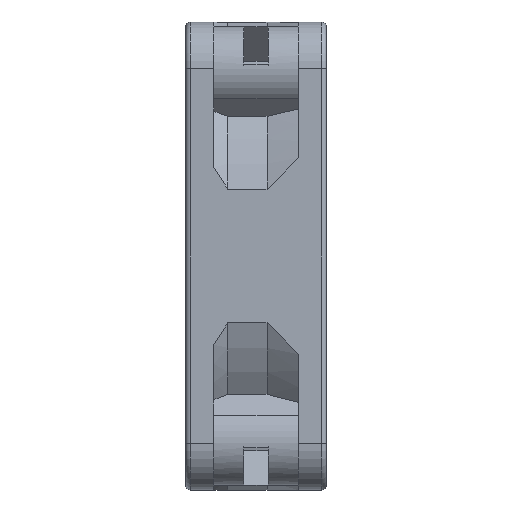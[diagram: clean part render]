
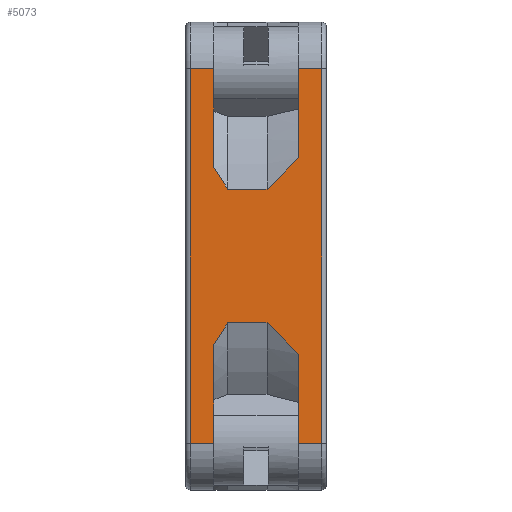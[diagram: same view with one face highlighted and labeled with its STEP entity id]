
A CAD part, left-side view. The second image highlights one B-rep face of the part: STEP entity #5073.
In plain terms, the highlighted planar face has unit normal (-1, 0, 0).
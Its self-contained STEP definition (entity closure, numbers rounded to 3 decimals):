
#375=DIRECTION('',(0.,1.,0.));
#376=VECTOR('',#375,2.5);
#377=CARTESIAN_POINT('',(-25.,12.,-20.));
#378=LINE('',#377,#376);
#379=DIRECTION('',(0.,0.,-1.));
#380=VECTOR('',#379,40.);
#381=CARTESIAN_POINT('',(-25.,14.5,20.));
#382=LINE('',#381,#380);
#402=DIRECTION('',(0.,1.,0.));
#403=VECTOR('',#402,2.5);
#404=CARTESIAN_POINT('',(-25.,12.,20.));
#405=LINE('',#404,#403);
#494=DIRECTION('',(0.,0.,1.));
#495=VECTOR('',#494,10.523);
#496=CARTESIAN_POINT('',(-25.,12.,9.477));
#497=LINE('',#496,#495);
#546=DIRECTION('',(0.,0.,-1.));
#547=VECTOR('',#546,9.519);
#548=CARTESIAN_POINT('',(-25.,3.,20.));
#549=LINE('',#548,#547);
#1784=DIRECTION('',(0.,-1.,0.));
#1785=VECTOR('',#1784,2.5);
#1786=CARTESIAN_POINT('',(-25.,3.,-20.));
#1787=LINE('',#1786,#1785);
#1811=DIRECTION('',(0.,0.,-1.));
#1812=VECTOR('',#1811,9.519);
#1813=CARTESIAN_POINT('',(-25.,3.,-10.481));
#1814=LINE('',#1813,#1812);
#1893=DIRECTION('',(0.,0.,1.));
#1894=VECTOR('',#1893,10.523);
#1895=CARTESIAN_POINT('',(-25.,12.,-20.));
#1896=LINE('',#1895,#1894);
#1923=CARTESIAN_POINT('',(-25.,12.,-9.477));
#1924=CARTESIAN_POINT('',(-25.,11.81,-9.209));
#1925=CARTESIAN_POINT('',(-25.,11.448,-8.678));
#1926=CARTESIAN_POINT('',(-25.,10.958,-7.899));
#1927=CARTESIAN_POINT('',(-25.,10.666,-7.392));
#1928=CARTESIAN_POINT('',(-25.,10.528,-7.141));
#2045=DIRECTION('',(0.,-1.,0.));
#2046=VECTOR('',#2045,4.203);
#2047=CARTESIAN_POINT('',(-25.,10.528,-7.141));
#2048=LINE('',#2047,#2046);
#2061=CARTESIAN_POINT('',(-25.,6.325,-7.141));
#2062=CARTESIAN_POINT('',(-25.,6.029,-7.5));
#2063=CARTESIAN_POINT('',(-25.,5.389,-8.227));
#2064=CARTESIAN_POINT('',(-25.,4.282,-9.34));
#2065=CARTESIAN_POINT('',(-25.,3.444,-10.098));
#2066=CARTESIAN_POINT('',(-25.,3.,-10.481));
#2068=DIRECTION('',(0.,0.,1.));
#2069=VECTOR('',#2068,40.);
#2070=CARTESIAN_POINT('',(-25.,0.5,-20.));
#2071=LINE('',#2070,#2069);
#2096=DIRECTION('',(0.,1.,0.));
#2097=VECTOR('',#2096,2.5);
#2098=CARTESIAN_POINT('',(-25.,0.5,20.));
#2099=LINE('',#2098,#2097);
#3615=CARTESIAN_POINT('',(-25.,3.,10.481));
#3616=CARTESIAN_POINT('',(-25.,3.444,10.099));
#3617=CARTESIAN_POINT('',(-25.,4.281,9.341));
#3618=CARTESIAN_POINT('',(-25.,5.388,8.228));
#3619=CARTESIAN_POINT('',(-25.,6.028,7.501));
#3620=CARTESIAN_POINT('',(-25.,6.325,7.141));
#3635=DIRECTION('',(0.,1.,0.));
#3636=VECTOR('',#3635,4.203);
#3637=CARTESIAN_POINT('',(-25.,6.325,7.141));
#3638=LINE('',#3637,#3636);
#3651=CARTESIAN_POINT('',(-25.,10.528,7.141));
#3652=CARTESIAN_POINT('',(-25.,10.666,7.393));
#3653=CARTESIAN_POINT('',(-25.,10.959,7.902));
#3654=CARTESIAN_POINT('',(-25.,11.449,8.68));
#3655=CARTESIAN_POINT('',(-25.,11.811,9.21));
#3656=CARTESIAN_POINT('',(-25.,12.,9.477));
#3839=CARTESIAN_POINT('',(-25.,14.5,-20.));
#3840=VERTEX_POINT('',#3839);
#3841=CARTESIAN_POINT('',(-25.,12.,-20.));
#3842=VERTEX_POINT('',#3841);
#3845=VERTEX_POINT('',#3615);
#3846=VERTEX_POINT('',#3620);
#3847=CARTESIAN_POINT('',(-25.,3.,20.));
#3848=VERTEX_POINT('',#3847);
#3849=CARTESIAN_POINT('',(-25.,3.,-10.481));
#3850=CARTESIAN_POINT('',(-25.,3.,-20.));
#3851=VERTEX_POINT('',#3849);
#3852=VERTEX_POINT('',#3850);
#3853=VERTEX_POINT('',#2061);
#3854=CARTESIAN_POINT('',(-25.,14.5,20.));
#3855=VERTEX_POINT('',#3854);
#3860=CARTESIAN_POINT('',(-25.,12.,20.));
#3861=VERTEX_POINT('',#3860);
#3888=CARTESIAN_POINT('',(-25.,12.,9.477));
#3889=VERTEX_POINT('',#3888);
#4205=CARTESIAN_POINT('',(-25.,0.5,-20.));
#4206=VERTEX_POINT('',#4205);
#4226=CARTESIAN_POINT('',(-25.,12.,-9.477));
#4227=VERTEX_POINT('',#4226);
#4235=VERTEX_POINT('',#1928);
#4266=CARTESIAN_POINT('',(-25.,0.5,20.));
#4267=VERTEX_POINT('',#4266);
#4476=CARTESIAN_POINT('',(-25.,10.528,7.141));
#4477=VERTEX_POINT('',#4476);
#5035=CARTESIAN_POINT('',(-25.,7.5,0.));
#5036=DIRECTION('',(1.,0.,0.));
#5037=DIRECTION('',(0.,0.,-1.));
#5038=AXIS2_PLACEMENT_3D('',#5035,#5036,#5037);
#5039=PLANE('',#5038);
#5041=ORIENTED_EDGE('',*,*,#5040,.F.);
#5043=ORIENTED_EDGE('',*,*,#5042,.F.);
#5045=ORIENTED_EDGE('',*,*,#5044,.F.);
#5047=ORIENTED_EDGE('',*,*,#5046,.F.);
#5049=ORIENTED_EDGE('',*,*,#5048,.F.);
#5051=ORIENTED_EDGE('',*,*,#5050,.F.);
#5053=ORIENTED_EDGE('',*,*,#5052,.F.);
#5055=ORIENTED_EDGE('',*,*,#5054,.F.);
#5057=ORIENTED_EDGE('',*,*,#5056,.F.);
#5059=ORIENTED_EDGE('',*,*,#5058,.F.);
#5061=ORIENTED_EDGE('',*,*,#5060,.F.);
#5063=ORIENTED_EDGE('',*,*,#5062,.F.);
#5065=ORIENTED_EDGE('',*,*,#5064,.F.);
#5067=ORIENTED_EDGE('',*,*,#5066,.F.);
#5069=ORIENTED_EDGE('',*,*,#5068,.F.);
#5070=ORIENTED_EDGE('',*,*,#5027,.T.);
#5071=EDGE_LOOP('',(#5041,#5043,#5045,#5047,#5049,#5051,#5053,#5055,#5057,#5059,
#5061,#5063,#5065,#5067,#5069,#5070));
#5072=FACE_OUTER_BOUND('',#5071,.F.);
#5073=ADVANCED_FACE('',(#5072),#5039,.F.);
#1929=B_SPLINE_CURVE_WITH_KNOTS('',3,(#1923,#1924,#1925,#1926,#1927,#1928),
.UNSPECIFIED.,.F.,.F.,(4,1,1,4),(0.,0.333,0.667,1.),
.UNSPECIFIED.);
#2067=B_SPLINE_CURVE_WITH_KNOTS('',3,(#2061,#2062,#2063,#2064,#2065,#2066),
.UNSPECIFIED.,.F.,.F.,(4,1,1,4),(0.,0.333,0.667,1.),
.UNSPECIFIED.);
#3621=B_SPLINE_CURVE_WITH_KNOTS('',3,(#3615,#3616,#3617,#3618,#3619,#3620),
.UNSPECIFIED.,.F.,.F.,(4,1,1,4),(0.,0.333,0.667,1.),
.UNSPECIFIED.);
#3657=B_SPLINE_CURVE_WITH_KNOTS('',3,(#3651,#3652,#3653,#3654,#3655,#3656),
.UNSPECIFIED.,.F.,.F.,(4,1,1,4),(0.,0.333,0.667,1.),
.UNSPECIFIED.);
#5027=EDGE_CURVE('',#3842,#3840,#378,.T.);
#5040=EDGE_CURVE('',#3855,#3840,#382,.T.);
#5042=EDGE_CURVE('',#3861,#3855,#405,.T.);
#5044=EDGE_CURVE('',#3889,#3861,#497,.T.);
#5046=EDGE_CURVE('',#4477,#3889,#3657,.T.);
#5048=EDGE_CURVE('',#3846,#4477,#3638,.T.);
#5050=EDGE_CURVE('',#3845,#3846,#3621,.T.);
#5052=EDGE_CURVE('',#3848,#3845,#549,.T.);
#5054=EDGE_CURVE('',#4267,#3848,#2099,.T.);
#5056=EDGE_CURVE('',#4206,#4267,#2071,.T.);
#5058=EDGE_CURVE('',#3852,#4206,#1787,.T.);
#5060=EDGE_CURVE('',#3851,#3852,#1814,.T.);
#5062=EDGE_CURVE('',#3853,#3851,#2067,.T.);
#5064=EDGE_CURVE('',#4235,#3853,#2048,.T.);
#5066=EDGE_CURVE('',#4227,#4235,#1929,.T.);
#5068=EDGE_CURVE('',#3842,#4227,#1896,.T.);
